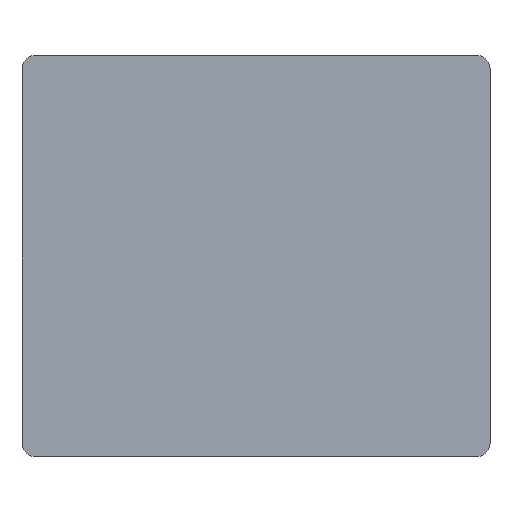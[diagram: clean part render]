
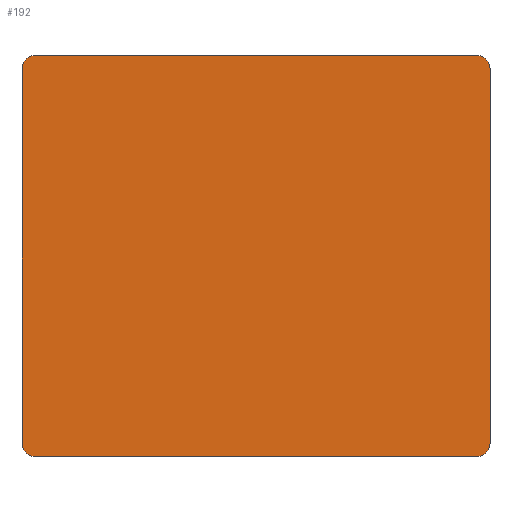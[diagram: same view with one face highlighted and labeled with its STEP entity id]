
A CAD part, top view. The second image highlights one B-rep face of the part: STEP entity #192.
In plain terms, the highlighted planar face has unit normal (0, 0, 1).
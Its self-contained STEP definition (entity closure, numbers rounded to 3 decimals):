
#6 = ORIENTED_EDGE ( 'NONE', *, *, #217, .T. ) ;
#9 = ORIENTED_EDGE ( 'NONE', *, *, #88, .T. ) ;
#30 = AXIS2_PLACEMENT_3D ( 'NONE', #136, #276, #216 ) ;
#32 = DIRECTION ( 'NONE',  ( 0., 0., 1. ) ) ;
#33 = PLANE ( 'NONE',  #30 ) ;
#36 = CIRCLE ( 'NONE', #303, 1. ) ;
#37 = VERTEX_POINT ( 'NONE', #251 ) ;
#41 = DIRECTION ( 'NONE',  ( 1., 0., 0. ) ) ;
#43 = CARTESIAN_POINT ( 'NONE',  ( -16.5, 15., 0.2 ) ) ;
#51 = CARTESIAN_POINT ( 'NONE',  ( 16.5, -15., 0.2 ) ) ;
#54 = CARTESIAN_POINT ( 'NONE',  ( -16.5, -14., 0.2 ) ) ;
#60 = EDGE_LOOP ( 'NONE', ( #6, #132, #83, #9, #242, #172, #121, #167 ) ) ;
#61 = CARTESIAN_POINT ( 'NONE',  ( -16.5, 14., 0.2 ) ) ;
#62 = DIRECTION ( 'NONE',  ( 1., 0., 0. ) ) ;
#65 = CARTESIAN_POINT ( 'NONE',  ( 16.5, -14., 0.2 ) ) ;
#70 = LINE ( 'NONE', #311, #264 ) ;
#71 = VERTEX_POINT ( 'NONE', #43 ) ;
#77 = AXIS2_PLACEMENT_3D ( 'NONE', #65, #32, #108 ) ;
#82 = DIRECTION ( 'NONE',  ( 0., 0., 1. ) ) ;
#83 = ORIENTED_EDGE ( 'NONE', *, *, #310, .T. ) ;
#85 = FACE_OUTER_BOUND ( 'NONE', #60, .T. ) ;
#88 = EDGE_CURVE ( 'NONE', #193, #294, #70, .T. ) ;
#92 = CARTESIAN_POINT ( 'NONE',  ( 16.5, -15., 0.2 ) ) ;
#102 = DIRECTION ( 'NONE',  ( -1., 0., 0. ) ) ;
#107 = CARTESIAN_POINT ( 'NONE',  ( -16.5, -15., 0.2 ) ) ;
#108 = DIRECTION ( 'NONE',  ( 1., 0., 0. ) ) ;
#110 = CARTESIAN_POINT ( 'NONE',  ( 16.5, 15., 0.2 ) ) ;
#112 = VERTEX_POINT ( 'NONE', #51 ) ;
#121 = ORIENTED_EDGE ( 'NONE', *, *, #267, .T. ) ;
#124 = EDGE_CURVE ( 'NONE', #294, #307, #36, .T. ) ;
#132 = ORIENTED_EDGE ( 'NONE', *, *, #179, .T. ) ;
#136 = CARTESIAN_POINT ( 'NONE',  ( 16.5, 14., 0.2 ) ) ;
#154 = VECTOR ( 'NONE', #180, 1000. ) ;
#158 = CARTESIAN_POINT ( 'NONE',  ( 17.5, 14., 0.2 ) ) ;
#167 = ORIENTED_EDGE ( 'NONE', *, *, #288, .T. ) ;
#172 = ORIENTED_EDGE ( 'NONE', *, *, #232, .T. ) ;
#174 = CIRCLE ( 'NONE', #258, 1. ) ;
#179 = EDGE_CURVE ( 'NONE', #37, #71, #338, .T. ) ;
#180 = DIRECTION ( 'NONE',  ( -1., 0., 0. ) ) ;
#181 = VERTEX_POINT ( 'NONE', #238 ) ;
#182 = LINE ( 'NONE', #298, #236 ) ;
#192 = ADVANCED_FACE ( 'NONE', ( #85 ), #33, .T. ) ;
#193 = VERTEX_POINT ( 'NONE', #306 ) ;
#206 = DIRECTION ( 'NONE',  ( 0., 0., 1. ) ) ;
#209 = DIRECTION ( 'NONE',  ( 1., 0., 0. ) ) ;
#211 = VERTEX_POINT ( 'NONE', #158 ) ;
#215 = DIRECTION ( 'NONE',  ( 0., 1., 0. ) ) ;
#216 = DIRECTION ( 'NONE',  ( 1., 0., 0. ) ) ;
#217 = EDGE_CURVE ( 'NONE', #211, #37, #174, .T. ) ;
#227 = VECTOR ( 'NONE', #62, 1000. ) ;
#232 = EDGE_CURVE ( 'NONE', #307, #112, #281, .T. ) ;
#236 = VECTOR ( 'NONE', #215, 1000. ) ;
#238 = CARTESIAN_POINT ( 'NONE',  ( 17.5, -14., 0.2 ) ) ;
#242 = ORIENTED_EDGE ( 'NONE', *, *, #124, .T. ) ;
#251 = CARTESIAN_POINT ( 'NONE',  ( 16.5, 15., 0.2 ) ) ;
#258 = AXIS2_PLACEMENT_3D ( 'NONE', #328, #82, #41 ) ;
#264 = VECTOR ( 'NONE', #317, 1000. ) ;
#267 = EDGE_CURVE ( 'NONE', #112, #181, #304, .T. ) ;
#276 = DIRECTION ( 'NONE',  ( 0., 0., 1. ) ) ;
#281 = LINE ( 'NONE', #92, #227 ) ;
#288 = EDGE_CURVE ( 'NONE', #181, #211, #182, .T. ) ;
#289 = DIRECTION ( 'NONE',  ( 0., 0., 1. ) ) ;
#294 = VERTEX_POINT ( 'NONE', #301 ) ;
#298 = CARTESIAN_POINT ( 'NONE',  ( 17.5, -14., 0.2 ) ) ;
#301 = CARTESIAN_POINT ( 'NONE',  ( -17.5, -14., 0.2 ) ) ;
#303 = AXIS2_PLACEMENT_3D ( 'NONE', #54, #289, #102 ) ;
#304 = CIRCLE ( 'NONE', #77, 1. ) ;
#306 = CARTESIAN_POINT ( 'NONE',  ( -17.5, 14., 0.2 ) ) ;
#307 = VERTEX_POINT ( 'NONE', #107 ) ;
#310 = EDGE_CURVE ( 'NONE', #71, #193, #318, .T. ) ;
#311 = CARTESIAN_POINT ( 'NONE',  ( -17.5, -14., 0.2 ) ) ;
#317 = DIRECTION ( 'NONE',  ( 0., -1., 0. ) ) ;
#318 = CIRCLE ( 'NONE', #330, 1. ) ;
#328 = CARTESIAN_POINT ( 'NONE',  ( 16.5, 14., 0.2 ) ) ;
#330 = AXIS2_PLACEMENT_3D ( 'NONE', #61, #206, #209 ) ;
#338 = LINE ( 'NONE', #110, #154 ) ;
